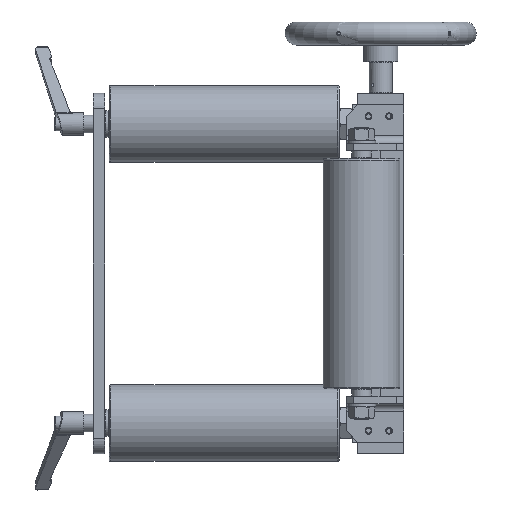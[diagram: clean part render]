
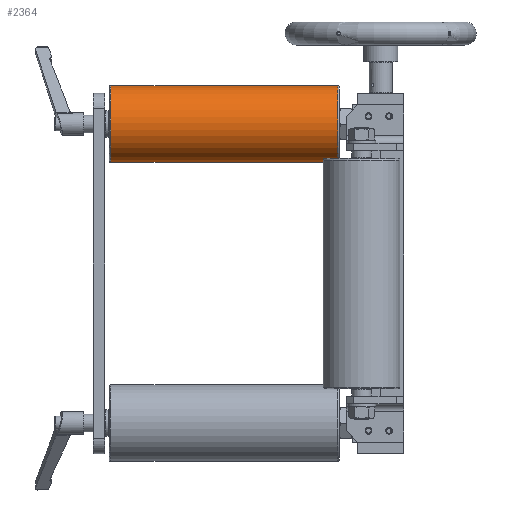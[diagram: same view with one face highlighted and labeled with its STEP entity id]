
A CAD part, left-side view. The second image highlights one B-rep face of the part: STEP entity #2364.
In plain terms, the highlighted cylindrical face has radius 50 mm (diameter 100 mm), a full revolution.
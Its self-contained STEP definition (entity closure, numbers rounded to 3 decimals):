
#91 = EDGE_CURVE ( 'NONE', #26576, #26576, #19621, .T. ) ;
#1292 = DIRECTION ( 'NONE',  ( -0.157, 0., 0.988 ) ) ;
#2070 = CARTESIAN_POINT ( 'NONE',  ( -7.834, 86., 244.382 ) ) ;
#2364 = ADVANCED_FACE ( 'NONE', ( #23043, #30607 ), #30456, .T. ) ;
#4097 = CARTESIAN_POINT ( 'NONE',  ( 0., 382., 195. ) ) ;
#6440 = DIRECTION ( 'NONE',  ( -0.157, 0., 0.988 ) ) ;
#7311 = VERTEX_POINT ( 'NONE', #28824 ) ;
#11130 = EDGE_CURVE ( 'NONE', #7311, #7311, #23382, .T. ) ;
#11187 = ORIENTED_EDGE ( 'NONE', *, *, #11130, .T. ) ;
#11523 = EDGE_LOOP ( 'NONE', ( #11187 ) ) ;
#13134 = EDGE_LOOP ( 'NONE', ( #32263 ) ) ;
#19621 = CIRCLE ( 'NONE', #26948, 50. ) ;
#21403 = DIRECTION ( 'NONE',  ( -0.157, 0., 0.988 ) ) ;
#21902 = AXIS2_PLACEMENT_3D ( 'NONE', #33778, #28158, #6440 ) ;
#23043 = FACE_OUTER_BOUND ( 'NONE', #13134, .T. ) ;
#23325 = DIRECTION ( 'NONE',  ( 0., -1., 0. ) ) ;
#23382 = CIRCLE ( 'NONE', #23973, 50. ) ;
#23973 = AXIS2_PLACEMENT_3D ( 'NONE', #4097, #23325, #1292 ) ;
#24030 = CARTESIAN_POINT ( 'NONE',  ( 0., 86., 195. ) ) ;
#26576 = VERTEX_POINT ( 'NONE', #2070 ) ;
#26948 = AXIS2_PLACEMENT_3D ( 'NONE', #24030, #34775, #21403 ) ;
#28158 = DIRECTION ( 'NONE',  ( 0., -1., 0. ) ) ;
#28824 = CARTESIAN_POINT ( 'NONE',  ( -7.834, 382., 244.382 ) ) ;
#30456 = CYLINDRICAL_SURFACE ( 'NONE', #21902, 50. ) ;
#30607 = FACE_OUTER_BOUND ( 'NONE', #11523, .T. ) ;
#32263 = ORIENTED_EDGE ( 'NONE', *, *, #91, .T. ) ;
#33778 = CARTESIAN_POINT ( 'NONE',  ( 0., 525.421, 195. ) ) ;
#34775 = DIRECTION ( 'NONE',  ( 0., 1., 0. ) ) ;
